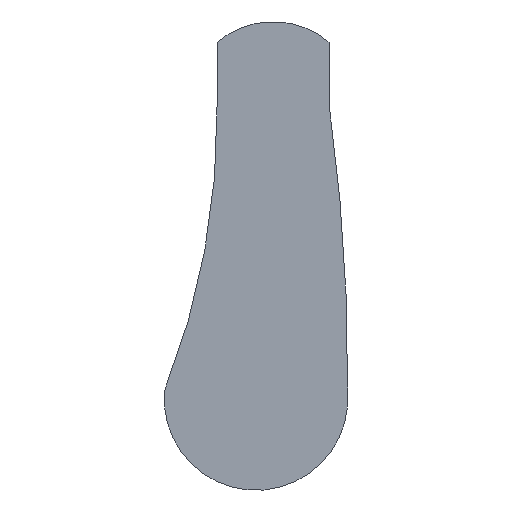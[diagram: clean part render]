
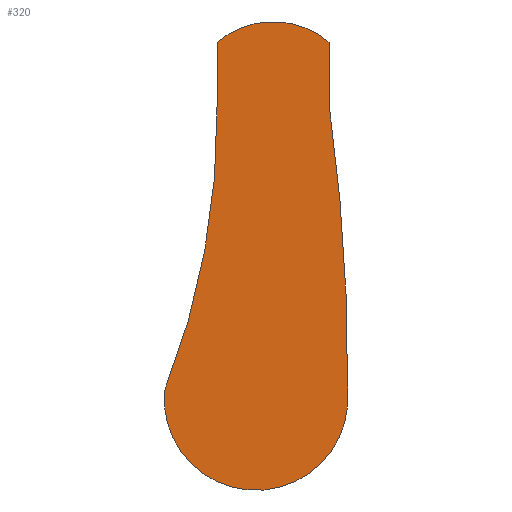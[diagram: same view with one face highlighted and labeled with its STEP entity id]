
A CAD part, front view. The second image highlights one B-rep face of the part: STEP entity #320.
In plain terms, the highlighted planar face has unit normal (0, -1, 0).
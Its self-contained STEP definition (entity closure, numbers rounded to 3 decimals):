
#25=CIRCLE('',#351,369.448);
#26=CIRCLE('',#353,45.148);
#27=CIRCLE('',#355,968.17);
#28=CIRCLE('',#358,42.576);
#46=FACE_OUTER_BOUND('',#66,.T.);
#66=EDGE_LOOP('',(#283,#284,#285,#286,#287,#288));
#97=LINE('',#529,#131);
#100=LINE('',#536,#134);
#131=VECTOR('',#437,10.);
#134=VECTOR('',#446,10.);
#157=VERTEX_POINT('',#514);
#158=VERTEX_POINT('',#515);
#159=VERTEX_POINT('',#520);
#160=VERTEX_POINT('',#524);
#161=VERTEX_POINT('',#528);
#162=VERTEX_POINT('',#532);
#193=EDGE_CURVE('',#157,#158,#25,.T.);
#196=EDGE_CURVE('',#159,#158,#26,.T.);
#198=EDGE_CURVE('',#160,#159,#27,.T.);
#200=EDGE_CURVE('',#161,#160,#97,.T.);
#202=EDGE_CURVE('',#162,#161,#28,.T.);
#204=EDGE_CURVE('',#157,#162,#100,.T.);
#283=ORIENTED_EDGE('',*,*,#204,.F.);
#284=ORIENTED_EDGE('',*,*,#193,.T.);
#285=ORIENTED_EDGE('',*,*,#196,.F.);
#286=ORIENTED_EDGE('',*,*,#198,.F.);
#287=ORIENTED_EDGE('',*,*,#200,.F.);
#288=ORIENTED_EDGE('',*,*,#202,.F.);
#302=PLANE('',#360);
#320=ADVANCED_FACE('',(#46),#302,.F.);
#351=AXIS2_PLACEMENT_3D('',#516,#421,#422);
#353=AXIS2_PLACEMENT_3D('',#521,#427,#428);
#355=AXIS2_PLACEMENT_3D('',#525,#432,#433);
#358=AXIS2_PLACEMENT_3D('',#533,#441,#442);
#360=AXIS2_PLACEMENT_3D('',#537,#447,#448);
#421=DIRECTION('center_axis',(0.,1.,0.));
#422=DIRECTION('ref_axis',(1.,0.,0.014));
#427=DIRECTION('center_axis',(0.,1.,0.));
#428=DIRECTION('ref_axis',(0.997,0.,0.081));
#432=DIRECTION('center_axis',(0.,1.,0.));
#433=DIRECTION('ref_axis',(0.991,0.,0.137));
#437=DIRECTION('',(0.,0.,-1.));
#441=DIRECTION('center_axis',(0.,1.,0.));
#442=DIRECTION('ref_axis',(-0.646,0.,0.763));
#446=DIRECTION('',(0.,0.,1.));
#447=DIRECTION('center_axis',(0.,1.,0.));
#448=DIRECTION('ref_axis',(1.,0.,0.));
#514=CARTESIAN_POINT('',(-55.014,0.,29.679));
#515=CARTESIAN_POINT('',(-80.904,0.,-111.388));
#516=CARTESIAN_POINT('Origin',(-424.426,0.,24.567));
#520=CARTESIAN_POINT('',(9.096,0.,-111.388));
#521=CARTESIAN_POINT('Origin',(-35.904,0.,-115.038));
#524=CARTESIAN_POINT('',(-0.014,0.,29.679));
#525=CARTESIAN_POINT('Origin',(-959.038,0.,-103.082));
#528=CARTESIAN_POINT('',(-0.014,0.,60.));
#529=CARTESIAN_POINT('',(-0.014,0.,60.));
#532=CARTESIAN_POINT('',(-55.014,0.,60.));
#533=CARTESIAN_POINT('Origin',(-27.514,0.,27.497));
#536=CARTESIAN_POINT('',(-55.014,0.,29.679));
#537=CARTESIAN_POINT('Origin',(-35.904,0.,-45.057));
